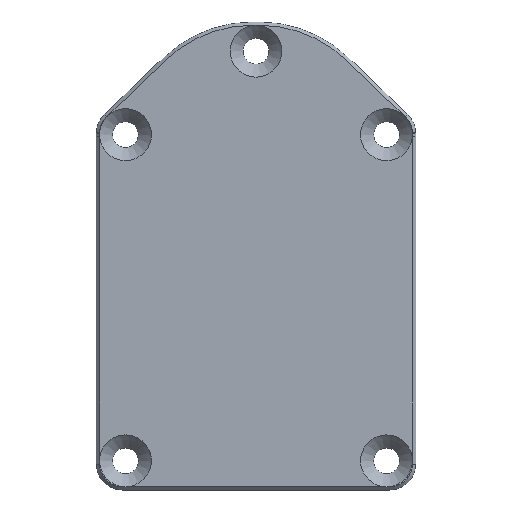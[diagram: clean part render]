
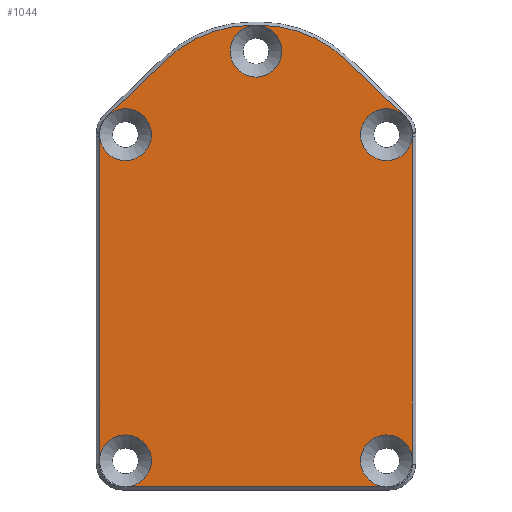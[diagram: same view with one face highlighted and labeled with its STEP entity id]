
A CAD part, top view. The second image highlights one B-rep face of the part: STEP entity #1044.
In plain terms, the highlighted planar face has unit normal (0, 0, 1).
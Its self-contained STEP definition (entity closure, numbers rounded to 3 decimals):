
#84=CIRCLE('',#1126,19.5);
#86=CIRCLE('',#1130,19.5);
#90=CIRCLE('',#1143,4.);
#92=CIRCLE('',#1145,4.);
#94=CIRCLE('',#1148,4.);
#96=CIRCLE('',#1150,4.);
#99=CIRCLE('',#1157,4.);
#100=CIRCLE('',#1158,4.);
#101=CIRCLE('',#1159,4.);
#102=CIRCLE('',#1160,4.);
#103=CIRCLE('',#1161,4.);
#164=FACE_OUTER_BOUND('',#227,.T.);
#227=EDGE_LOOP('',(#873,#874,#875,#876,#877,#878,#879,#880,#881,#882,#883,
#884,#885,#886,#887,#888,#889,#890));
#279=LINE('',#1610,#366);
#280=LINE('',#1622,#367);
#290=LINE('',#1653,#377);
#297=LINE('',#1704,#384);
#301=LINE('',#1717,#388);
#302=LINE('',#1718,#389);
#304=LINE('',#1731,#391);
#366=VECTOR('',#1292,10.);
#367=VECTOR('',#1295,10.);
#377=VECTOR('',#1313,10.);
#384=VECTOR('',#1334,10.);
#388=VECTOR('',#1346,10.);
#389=VECTOR('',#1347,10.);
#391=VECTOR('',#1357,10.);
#460=VERTEX_POINT('',#1597);
#465=VERTEX_POINT('',#1608);
#468=VERTEX_POINT('',#1617);
#469=VERTEX_POINT('',#1621);
#475=VERTEX_POINT('',#1637);
#480=VERTEX_POINT('',#1649);
#487=VERTEX_POINT('',#1694);
#490=VERTEX_POINT('',#1702);
#492=VERTEX_POINT('',#1708);
#494=VERTEX_POINT('',#1714);
#495=VERTEX_POINT('',#1716);
#497=VERTEX_POINT('',#1722);
#499=VERTEX_POINT('',#1727);
#507=VERTEX_POINT('',#1840);
#509=VERTEX_POINT('',#1848);
#510=VERTEX_POINT('',#1859);
#511=VERTEX_POINT('',#1862);
#572=EDGE_CURVE('',#465,#460,#279,.T.);
#575=EDGE_CURVE('',#468,#469,#280,.T.);
#589=EDGE_CURVE('',#480,#475,#290,.T.);
#603=EDGE_CURVE('',#490,#487,#297,.T.);
#606=EDGE_CURVE('',#492,#490,#84,.T.);
#609=EDGE_CURVE('',#494,#495,#301,.T.);
#610=EDGE_CURVE('',#495,#492,#302,.T.);
#613=EDGE_CURVE('',#497,#494,#86,.T.);
#615=EDGE_CURVE('',#499,#497,#304,.T.);
#638=EDGE_CURVE('',#480,#507,#90,.T.);
#640=EDGE_CURVE('',#507,#460,#92,.T.);
#643=EDGE_CURVE('',#465,#509,#94,.T.);
#645=EDGE_CURVE('',#509,#487,#96,.T.);
#648=EDGE_CURVE('',#495,#510,#99,.T.);
#649=EDGE_CURVE('',#510,#495,#100,.T.);
#650=EDGE_CURVE('',#499,#511,#101,.T.);
#651=EDGE_CURVE('',#511,#469,#102,.T.);
#652=EDGE_CURVE('',#468,#475,#103,.T.);
#873=ORIENTED_EDGE('',*,*,#572,.F.);
#874=ORIENTED_EDGE('',*,*,#643,.T.);
#875=ORIENTED_EDGE('',*,*,#645,.T.);
#876=ORIENTED_EDGE('',*,*,#603,.F.);
#877=ORIENTED_EDGE('',*,*,#606,.F.);
#878=ORIENTED_EDGE('',*,*,#610,.F.);
#879=ORIENTED_EDGE('',*,*,#648,.T.);
#880=ORIENTED_EDGE('',*,*,#649,.T.);
#881=ORIENTED_EDGE('',*,*,#609,.F.);
#882=ORIENTED_EDGE('',*,*,#613,.F.);
#883=ORIENTED_EDGE('',*,*,#615,.F.);
#884=ORIENTED_EDGE('',*,*,#650,.T.);
#885=ORIENTED_EDGE('',*,*,#651,.T.);
#886=ORIENTED_EDGE('',*,*,#575,.F.);
#887=ORIENTED_EDGE('',*,*,#652,.T.);
#888=ORIENTED_EDGE('',*,*,#589,.F.);
#889=ORIENTED_EDGE('',*,*,#638,.T.);
#890=ORIENTED_EDGE('',*,*,#640,.T.);
#999=PLANE('',#1156);
#1044=ADVANCED_FACE('',(#164),#999,.T.);
#1126=AXIS2_PLACEMENT_3D('',#1710,#1340,#1341);
#1130=AXIS2_PLACEMENT_3D('',#1724,#1353,#1354);
#1143=AXIS2_PLACEMENT_3D('',#1842,#1393,#1394);
#1145=AXIS2_PLACEMENT_3D('',#1844,#1397,#1398);
#1148=AXIS2_PLACEMENT_3D('',#1850,#1404,#1405);
#1150=AXIS2_PLACEMENT_3D('',#1852,#1408,#1409);
#1156=AXIS2_PLACEMENT_3D('',#1858,#1420,#1421);
#1157=AXIS2_PLACEMENT_3D('',#1860,#1422,#1423);
#1158=AXIS2_PLACEMENT_3D('',#1861,#1424,#1425);
#1159=AXIS2_PLACEMENT_3D('',#1863,#1426,#1427);
#1160=AXIS2_PLACEMENT_3D('',#1864,#1428,#1429);
#1161=AXIS2_PLACEMENT_3D('',#1865,#1430,#1431);
#1292=DIRECTION('',(0.,-1.,0.));
#1295=DIRECTION('',(0.,1.,0.));
#1313=DIRECTION('',(-1.,0.,0.));
#1334=DIRECTION('',(0.722,-0.692,0.));
#1340=DIRECTION('center_axis',(0.,0.,-1.));
#1341=DIRECTION('ref_axis',(0.373,0.928,0.));
#1346=DIRECTION('',(1.,0.,0.));
#1347=DIRECTION('',(1.,0.,0.));
#1353=DIRECTION('center_axis',(0.,0.,-1.));
#1354=DIRECTION('ref_axis',(-0.373,0.928,0.));
#1357=DIRECTION('',(0.722,0.692,0.));
#1393=DIRECTION('center_axis',(0.,0.,-1.));
#1394=DIRECTION('ref_axis',(1.,0.,0.));
#1397=DIRECTION('center_axis',(0.,0.,-1.));
#1398=DIRECTION('ref_axis',(1.,0.,0.));
#1404=DIRECTION('center_axis',(0.,0.,-1.));
#1405=DIRECTION('ref_axis',(1.,0.,0.));
#1408=DIRECTION('center_axis',(0.,0.,-1.));
#1409=DIRECTION('ref_axis',(1.,0.,0.));
#1420=DIRECTION('center_axis',(0.,0.,1.));
#1421=DIRECTION('ref_axis',(1.,0.,0.));
#1422=DIRECTION('center_axis',(0.,0.,-1.));
#1423=DIRECTION('ref_axis',(1.,0.,0.));
#1424=DIRECTION('center_axis',(0.,0.,-1.));
#1425=DIRECTION('ref_axis',(1.,0.,0.));
#1426=DIRECTION('center_axis',(0.,0.,-1.));
#1427=DIRECTION('ref_axis',(-1.,0.,0.));
#1428=DIRECTION('center_axis',(0.,0.,-1.));
#1429=DIRECTION('ref_axis',(-1.,0.,0.));
#1430=DIRECTION('center_axis',(0.,0.,-1.));
#1431=DIRECTION('ref_axis',(1.,0.,0.));
#1597=CARTESIAN_POINT('',(26.791,-30.72,0.032));
#1608=CARTESIAN_POINT('',(26.791,19.075,0.032));
#1610=CARTESIAN_POINT('',(26.791,-5.55,0.032));
#1617=CARTESIAN_POINT('',(-21.456,-30.72,0.032));
#1621=CARTESIAN_POINT('',(-21.456,19.075,0.032));
#1622=CARTESIAN_POINT('',(-21.456,-17.572,0.032));
#1637=CARTESIAN_POINT('',(-17.207,-34.968,0.032));
#1649=CARTESIAN_POINT('',(22.543,-34.968,0.032));
#1653=CARTESIAN_POINT('',(3.168,-34.968,0.032));
#1694=CARTESIAN_POINT('',(25.499,22.284,0.032));
#1702=CARTESIAN_POINT('',(16.655,30.77,0.032));
#1704=CARTESIAN_POINT('',(27.924,19.957,0.032));
#1708=CARTESIAN_POINT('',(3.154,36.2,0.032));
#1710=CARTESIAN_POINT('Origin',(3.154,16.7,0.032));
#1714=CARTESIAN_POINT('',(2.182,36.2,0.032));
#1716=CARTESIAN_POINT('',(2.668,36.2,0.032));
#1717=CARTESIAN_POINT('',(3.168,36.2,0.032));
#1718=CARTESIAN_POINT('',(3.168,36.2,0.032));
#1722=CARTESIAN_POINT('',(-11.32,30.77,0.032));
#1724=CARTESIAN_POINT('Origin',(2.182,16.7,0.032));
#1727=CARTESIAN_POINT('',(-20.163,22.284,0.032));
#1731=CARTESIAN_POINT('',(-21.943,20.576,0.032));
#1840=CARTESIAN_POINT('',(18.8,-30.976,0.032));
#1842=CARTESIAN_POINT('Origin',(22.8,-30.976,0.032));
#1844=CARTESIAN_POINT('Origin',(22.8,-30.976,0.032));
#1848=CARTESIAN_POINT('',(18.8,19.332,0.032));
#1850=CARTESIAN_POINT('Origin',(22.8,19.332,0.032));
#1852=CARTESIAN_POINT('Origin',(22.8,19.332,0.032));
#1858=CARTESIAN_POINT('Origin',(3.668,-12.3,0.032));
#1859=CARTESIAN_POINT('',(-1.332,32.2,0.032));
#1860=CARTESIAN_POINT('Origin',(2.668,32.2,0.032));
#1861=CARTESIAN_POINT('Origin',(2.668,32.2,0.032));
#1862=CARTESIAN_POINT('',(-13.464,19.332,0.032));
#1863=CARTESIAN_POINT('Origin',(-17.464,19.332,0.032));
#1864=CARTESIAN_POINT('Origin',(-17.464,19.332,0.032));
#1865=CARTESIAN_POINT('Origin',(-17.464,-30.976,0.032));
